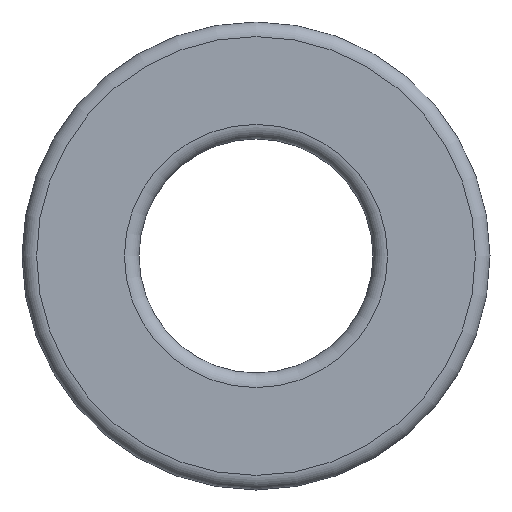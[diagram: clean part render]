
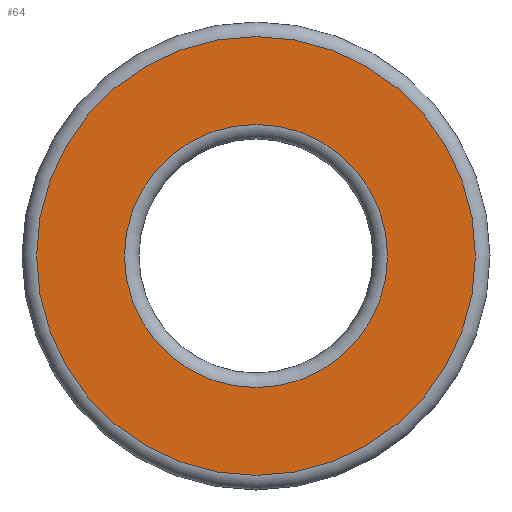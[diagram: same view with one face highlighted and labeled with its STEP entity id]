
A CAD part, left-side view. The second image highlights one B-rep face of the part: STEP entity #64.
In plain terms, the highlighted planar face has unit normal (-1, 0, 0).
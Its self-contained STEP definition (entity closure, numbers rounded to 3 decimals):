
#64 = ADVANCED_FACE( '', ( #137, #138 ), #139, .T. );
#137 = FACE_BOUND( '', #208, .T. );
#138 = FACE_OUTER_BOUND( '', #209, .T. );
#139 = PLANE( '', #210 );
#208 = EDGE_LOOP( '', ( #297 ) );
#209 = EDGE_LOOP( '', ( #298 ) );
#210 = AXIS2_PLACEMENT_3D( '', #299, #300, #301 );
#297 = ORIENTED_EDGE( '', *, *, #325, .T. );
#298 = ORIENTED_EDGE( '', *, *, #339, .F. );
#299 = CARTESIAN_POINT( '', ( 0., 7.5, 0. ) );
#300 = DIRECTION( '', ( -1., 0., 0. ) );
#301 = DIRECTION( '', ( 0., 0., 1. ) );
#325 = EDGE_CURVE( '', #360, #360, #361, .T. );
#339 = EDGE_CURVE( '', #382, #382, #383, .T. );
#360 = VERTEX_POINT( '', #408 );
#361 = CIRCLE( '', #409, 4.5 );
#382 = VERTEX_POINT( '', #430 );
#383 = CIRCLE( '', #431, 7.5 );
#408 = CARTESIAN_POINT( '', ( 0., 0., -4.5 ) );
#409 = AXIS2_PLACEMENT_3D( '', #457, #458, #459 );
#430 = CARTESIAN_POINT( '', ( 0., 0., -7.5 ) );
#431 = AXIS2_PLACEMENT_3D( '', #481, #482, #483 );
#457 = CARTESIAN_POINT( '', ( 0., 0., 0. ) );
#458 = DIRECTION( '', ( 1., 0., 0. ) );
#459 = DIRECTION( '', ( 0., 0., -1. ) );
#481 = CARTESIAN_POINT( '', ( 0., 0., 0. ) );
#482 = DIRECTION( '', ( 1., 0., 0. ) );
#483 = DIRECTION( '', ( 0., 0., -1. ) );
